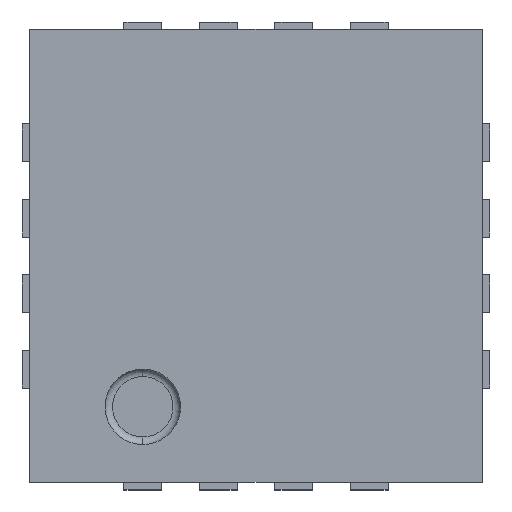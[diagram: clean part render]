
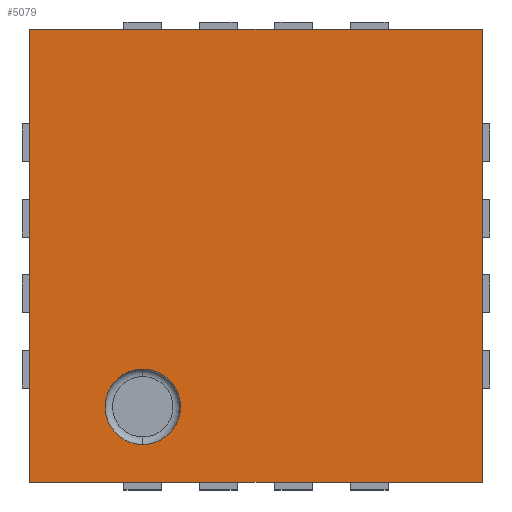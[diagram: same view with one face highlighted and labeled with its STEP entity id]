
A CAD part, top view. The second image highlights one B-rep face of the part: STEP entity #5079.
In plain terms, the highlighted planar face has unit normal (0, 0, 1).
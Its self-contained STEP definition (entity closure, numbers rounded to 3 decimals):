
#4901 = CARTESIAN_POINT ( 'NONE',  ( -0.75, -0.75, 0.8 ) ) ;
#4902 = VERTEX_POINT ( 'NONE', #4901 ) ;
#4910 = CARTESIAN_POINT ( 'NONE',  ( -0.75, -1.25, 0.8 ) ) ;
#4911 = VERTEX_POINT ( 'NONE', #4910 ) ;
#4912 = CARTESIAN_POINT ( 'NONE',  ( -0.75, -1., 0.8 ) ) ;
#4913 = DIRECTION ( 'NONE',  ( 0., 0., 1. ) ) ;
#4914 = DIRECTION ( 'NONE',  ( 0., -1., 0. ) ) ;
#4915 = AXIS2_PLACEMENT_3D ( 'NONE', #4912, #4913, #4914 ) ;
#4916 = CIRCLE ( 'NONE', #4915, 0.25) ;
#4917 = EDGE_CURVE ( 'NONE', #4902, #4911, #4916, .T. ) ;
#4944 = CARTESIAN_POINT ( 'NONE',  ( -1.5, -1.5, 0.8 ) ) ;
#4945 = VERTEX_POINT ( 'NONE', #4944 ) ;
#4952 = CARTESIAN_POINT ( 'NONE',  ( -1.5, 1.5, 0.8 ) ) ;
#4953 = VERTEX_POINT ( 'NONE', #4952 ) ;
#4954 = CARTESIAN_POINT ( 'NONE',  ( -1.5, -1.5, 0.8 ) ) ;
#4955 = DIRECTION ( 'NONE',  ( 0., -1., 0. ) ) ;
#4956 = VECTOR ( 'NONE', #4955, 1000. ) ;
#4957 = LINE ( 'NONE', #4954, #4956 ) ;
#4958 = EDGE_CURVE ( 'NONE', #4953, #4945, #4957, .T. ) ;
#4982 = CARTESIAN_POINT ( 'NONE',  ( 1.5, -1.5, 0.8 ) ) ;
#4983 = VERTEX_POINT ( 'NONE', #4982 ) ;
#4990 = CARTESIAN_POINT ( 'NONE',  ( 1.5, -1.5, 0.8 ) ) ;
#4991 = DIRECTION ( 'NONE',  ( 1., 0., 0. ) ) ;
#4992 = VECTOR ( 'NONE', #4991, 1000. ) ;
#4993 = LINE ( 'NONE', #4990, #4992 ) ;
#4994 = EDGE_CURVE ( 'NONE', #4945, #4983, #4993, .T. ) ;
#5013 = CARTESIAN_POINT ( 'NONE',  ( 1.5, 1.5, 0.8 ) ) ;
#5014 = VERTEX_POINT ( 'NONE', #5013 ) ;
#5021 = CARTESIAN_POINT ( 'NONE',  ( 1.5, -1.5, 0.8 ) ) ;
#5022 = DIRECTION ( 'NONE',  ( 0., 1., 0. ) ) ;
#5023 = VECTOR ( 'NONE', #5022, 1000. ) ;
#5024 = LINE ( 'NONE', #5021, #5023 ) ;
#5025 = EDGE_CURVE ( 'NONE', #4983, #5014, #5024, .T. ) ;
#5043 = CARTESIAN_POINT ( 'NONE',  ( 1.5, 1.5, 0.8 ) ) ;
#5044 = DIRECTION ( 'NONE',  ( -1., 0., 0. ) ) ;
#5045 = VECTOR ( 'NONE', #5044, 1000. ) ;
#5046 = LINE ( 'NONE', #5043, #5045 ) ;
#5047 = EDGE_CURVE ( 'NONE', #5014, #4953, #5046, .T. ) ;
#5058 = CARTESIAN_POINT ( 'NONE',  ( -0.75, -1., 0.8 ) ) ;
#5059 = DIRECTION ( 'NONE',  ( 0., 0., 1. ) ) ;
#5060 = DIRECTION ( 'NONE',  ( 0., -1., 0. ) ) ;
#5061 = AXIS2_PLACEMENT_3D ( 'NONE', #5058, #5059, #5060 ) ;
#5062 = CIRCLE ( 'NONE', #5061, 0.25) ;
#5063 = EDGE_CURVE ( 'NONE', #4911, #4902, #5062, .T. ) ;
#5064 = ORIENTED_EDGE ( 'NONE', *, *, #5063, .F. ) ;
#5065 = ORIENTED_EDGE ( 'NONE', *, *, #4917, .F. ) ;
#5066 = EDGE_LOOP ( 'NONE', ( #5064, #5065 ) ) ;
#5067 = FACE_BOUND ( 'NONE', #5066, .T. ) ;
#5068 = ORIENTED_EDGE ( 'NONE', *, *, #4958, .T. ) ;
#5069 = ORIENTED_EDGE ( 'NONE', *, *, #4994, .T. ) ;
#5070 = ORIENTED_EDGE ( 'NONE', *, *, #5025, .T. ) ;
#5071 = ORIENTED_EDGE ( 'NONE', *, *, #5047, .T. ) ;
#5072 = EDGE_LOOP ( 'NONE', ( #5068, #5069, #5070, #5071 ) ) ;
#5073 = FACE_OUTER_BOUND ( 'NONE', #5072, .T. ) ;
#5074 = CARTESIAN_POINT ( 'NONE',  ( 0., 0., 0.8 ) ) ;
#5075 = DIRECTION ( 'NONE',  ( 0., 0., 1. ) ) ;
#5076 = DIRECTION ( 'NONE',  ( 0., -1., 0. ) ) ;
#5077 = AXIS2_PLACEMENT_3D ( 'NONE', #5074, #5075, #5076 ) ;
#5078 = PLANE ( 'NONE', #5077 ) ;
#5079 = ADVANCED_FACE ( 'NONE', ( #5067, #5073 ), #5078, .T. ) ;
